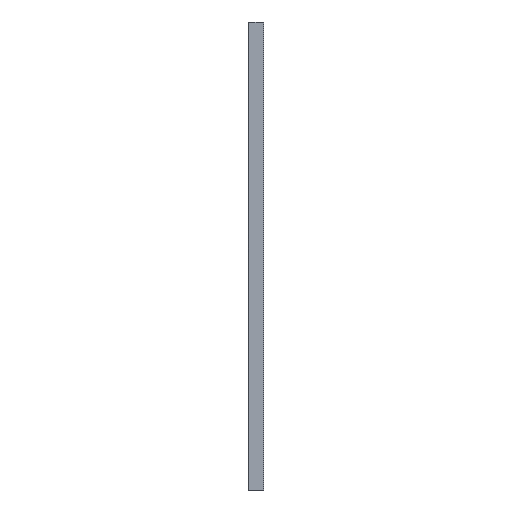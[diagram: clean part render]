
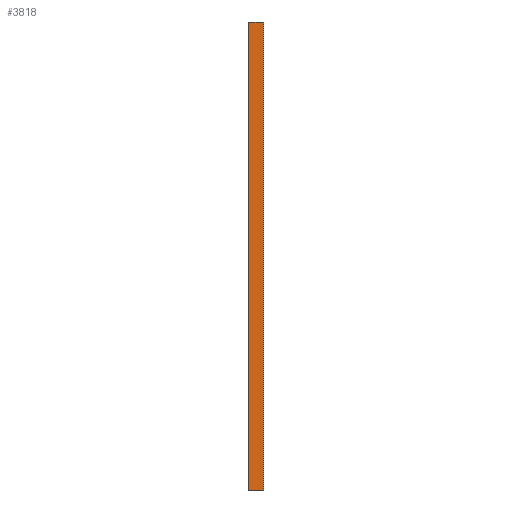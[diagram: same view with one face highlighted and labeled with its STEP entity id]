
A CAD part, left-side view. The second image highlights one B-rep face of the part: STEP entity #3818.
In plain terms, the highlighted planar face has unit normal (-1, 0, 0).
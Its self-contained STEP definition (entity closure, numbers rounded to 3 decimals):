
#940 = CARTESIAN_POINT ( 'NONE',  ( -92.5, 42.5, 3000. ) ) ;
#941 = LINE ( 'NONE', #940, #1001 ) ;
#994 = DIRECTION ( 'NONE',  ( 0., -1., 0. ) ) ;
#995 = VECTOR ( 'NONE', #994, 1000. ) ;
#996 = CARTESIAN_POINT ( 'NONE',  ( -92.5, 0., 175. ) ) ;
#997 = LINE ( 'NONE', #996, #995 ) ;
#998 = CARTESIAN_POINT ( 'NONE',  ( -92.5, 42.5, 175. ) ) ;
#999 = CARTESIAN_POINT ( 'NONE',  ( -92.5, 42.5, 3000. ) ) ;
#1000 = DIRECTION ( 'NONE',  ( 0., 0., -1. ) ) ;
#1001 = VECTOR ( 'NONE', #1000, 1000. ) ;
#1073 = DIRECTION ( 'NONE',  ( 0., -1., 0. ) ) ;
#1074 = VECTOR ( 'NONE', #1073, 1000. ) ;
#1075 = CARTESIAN_POINT ( 'NONE',  ( -92.5, 0., 3000. ) ) ;
#1076 = LINE ( 'NONE', #1075, #1074 ) ;
#1077 = CARTESIAN_POINT ( 'NONE',  ( -92.5, -42.5, 3000. ) ) ;
#1078 = DIRECTION ( 'NONE',  ( 0., 0., 1. ) ) ;
#1079 = VECTOR ( 'NONE', #1078, 1000. ) ;
#1080 = CARTESIAN_POINT ( 'NONE',  ( -92.5, -42.5, 3000. ) ) ;
#1081 = LINE ( 'NONE', #1080, #1079 ) ;
#1082 = CARTESIAN_POINT ( 'NONE',  ( -92.5, -42.5, 175. ) ) ;
#1098 = DIRECTION ( 'NONE',  ( 1., 0., 0. ) ) ;
#1099 = AXIS2_PLACEMENT_3D ( 'NONE', #1100, #1098, #1160 ) ;
#1100 = CARTESIAN_POINT ( 'NONE',  ( -92.5, 0., 3000. ) ) ;
#1101 = PLANE ( 'NONE',  #1099 ) ;
#1102 = FACE_OUTER_BOUND ( 'NONE', #3819, .T. ) ;
#1160 = DIRECTION ( 'NONE',  ( 0., 0., -1. ) ) ;
#3736 = EDGE_CURVE ( 'NONE', #3737, #3738, #941, .T. ) ;
#3737 = VERTEX_POINT ( 'NONE', #999 ) ;
#3738 = VERTEX_POINT ( 'NONE', #998 ) ;
#3739 = ORIENTED_EDGE ( 'NONE', *, *, #3740, .T. ) ;
#3740 = EDGE_CURVE ( 'NONE', #3738, #3795, #997, .T. ) ;
#3795 = VERTEX_POINT ( 'NONE', #1082 ) ;
#3796 = ORIENTED_EDGE ( 'NONE', *, *, #3797, .T. ) ;
#3797 = EDGE_CURVE ( 'NONE', #3795, #3798, #1081, .T. ) ;
#3798 = VERTEX_POINT ( 'NONE', #1077 ) ;
#3799 = ORIENTED_EDGE ( 'NONE', *, *, #3800, .F. ) ;
#3800 = EDGE_CURVE ( 'NONE', #3737, #3798, #1076, .T. ) ;
#3818 = ADVANCED_FACE ( 'NONE', ( #1102 ), #1101, .F. ) ;
#3819 = EDGE_LOOP ( 'NONE', ( #3820, #3739, #3796, #3799 ) ) ;
#3820 = ORIENTED_EDGE ( 'NONE', *, *, #3736, .T. ) ;
